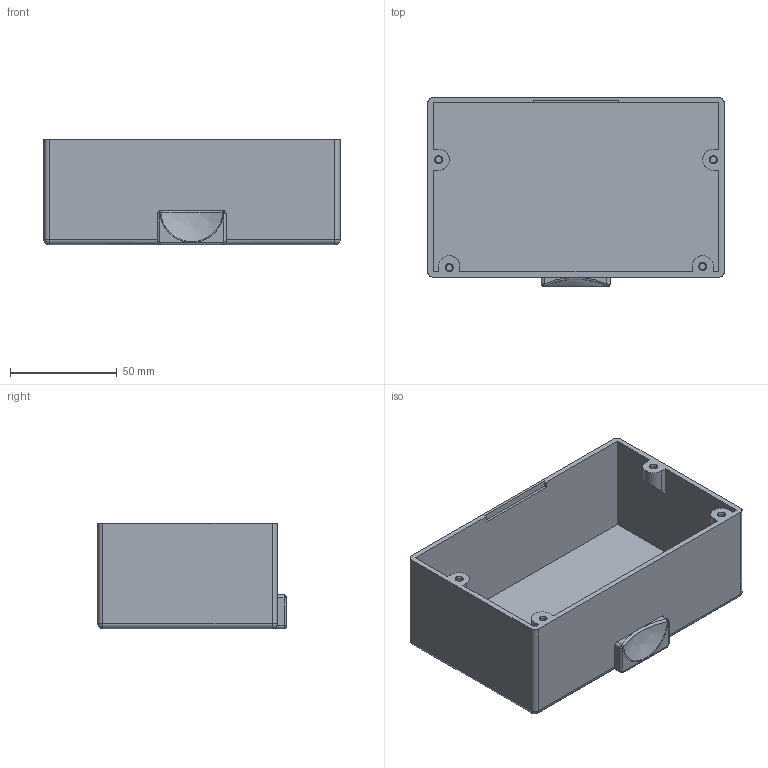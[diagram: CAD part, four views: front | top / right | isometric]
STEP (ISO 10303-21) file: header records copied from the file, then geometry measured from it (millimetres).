
FILE_DESCRIPTION(/* description */ (''),/* implementation_level */ '2;1');
FILE_NAME(/* name */ 'Macintosh_Portable_Battery_Adapter_v1.0_Cover.stp',/* time_stamp */ '2022-04-15T00:30:47-04:00',/* author */ (''),/* organization */ (''),/* preprocessor_version */ 'ST-DEVELOPER v15.2',/* originating_system */ 'Autodesk Translator Framework v2.0.0.5431',/* authorisation */ '');
FILE_SCHEMA (('AUTOMOTIVE_DESIGN','AUTOMOTIVE_DESIGN { 1 0 10303 214 3 1 1 }'));
Length unit declared in the file: centimetre
Products named in the file (1): Macintosh_Portable_Battery_Adapter_v1.0_Cover
Bounding box: 139 x 88.45 x 49.5 mm (x, y, z)
Volume: 72160.7 mm3; surface area: 66949.7 mm2
Topology: 1 solids, 3 shells, 93 faces, 219 edges, 134 vertices
Faces by surface type: plane 44, cylinder 24, sphere 9, cone 8, bspline 6, torus 2
Full cylindrical faces by diameter (mm): 3 x4
Entity records: 2625 total; most frequent: CARTESIAN_POINT 532, DIRECTION 451, ORIENTED_EDGE 402, EDGE_CURVE 201, AXIS2_PLACEMENT_3D 168, VERTEX_POINT 130, LINE 115, VECTOR 115
